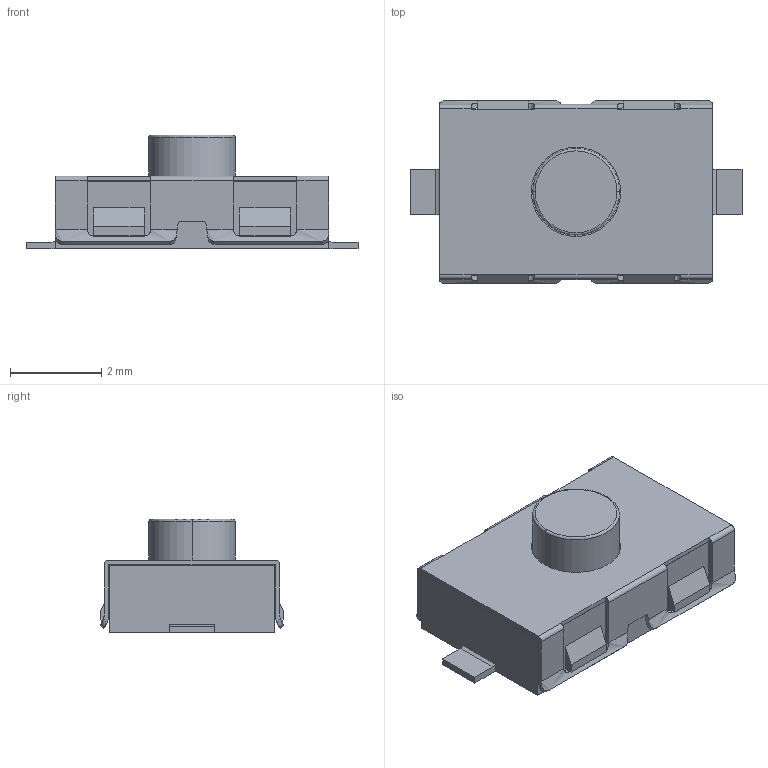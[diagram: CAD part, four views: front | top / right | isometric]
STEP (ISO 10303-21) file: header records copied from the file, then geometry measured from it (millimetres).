
FILE_DESCRIPTION (( 'STEP AP203' ), '1' );
FILE_NAME ('k2-1111sq.STEP', '2021-08-20T10:34:21', ( '' ), ( '' ), 'SwSTEP 2.0', 'SolidWorks 2019', '' );
FILE_SCHEMA (( 'CONFIG_CONTROL_DESIGN' ));
Length unit declared in the file: millimetre
Products named in the file (1): k2-1111sq
Bounding box: 7.29 x 4.03 x 2.5 mm (x, y, z)
Volume: 38.6 mm3; surface area: 146.2 mm2
Topology: 2 solids, 2 shells, 372 faces, 1053 edges, 696 vertices
Faces by surface type: bspline 372
Entity records: 12591 total; most frequent: CARTESIAN_POINT 4003, ORIENTED_EDGE 2106, DIRECTION 1210, EDGE_CURVE 1053, VECTOR 776, LINE 776, VERTEX_POINT 696, EDGE_LOOP 393
